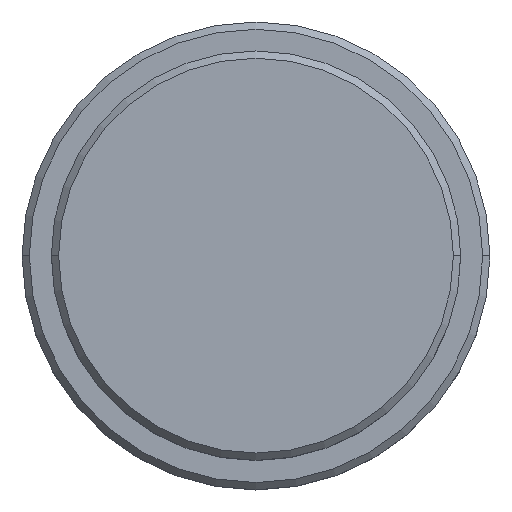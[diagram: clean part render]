
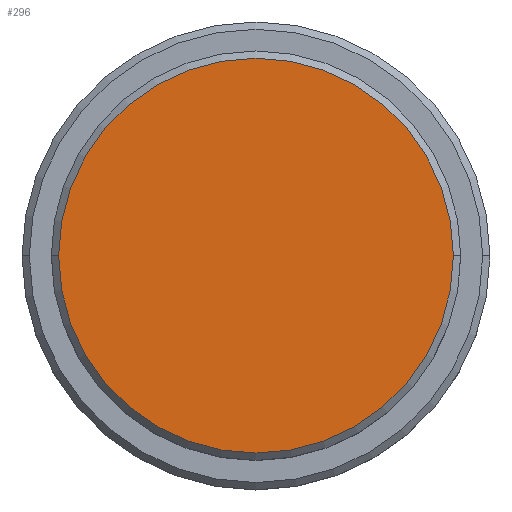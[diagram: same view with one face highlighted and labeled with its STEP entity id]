
A CAD part, top view. The second image highlights one B-rep face of the part: STEP entity #296.
In plain terms, the highlighted planar face has unit normal (0, 0, 1).
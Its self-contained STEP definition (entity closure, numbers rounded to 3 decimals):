
#9 = DIRECTION ( 'NONE',  ( 1., 0., 0. ) ) ;
#120 = EDGE_LOOP ( 'NONE', ( #1404, #854 ) ) ;
#124 = CARTESIAN_POINT ( 'NONE',  ( 0., 0., 0. ) ) ;
#284 = AXIS2_PLACEMENT_3D ( 'NONE', #124, #1308, #1135 ) ;
#296 = ADVANCED_FACE ( 'NONE', ( #650 ), #1095, .T. ) ;
#437 = VERTEX_POINT ( 'NONE', #689 ) ;
#459 = AXIS2_PLACEMENT_3D ( 'NONE', #722, #1169, #610 ) ;
#485 = CIRCLE ( 'NONE', #284, 13.5 ) ;
#610 = DIRECTION ( 'NONE',  ( 1., 0., 0. ) ) ;
#613 = CARTESIAN_POINT ( 'NONE',  ( -13.5, 0., 0. ) ) ;
#622 = EDGE_CURVE ( 'NONE', #1158, #437, #1014, .T. ) ;
#650 = FACE_OUTER_BOUND ( 'NONE', #120, .T. ) ;
#689 = CARTESIAN_POINT ( 'NONE',  ( 13.5, 0., 0. ) ) ;
#722 = CARTESIAN_POINT ( 'NONE',  ( 0., 0., 0. ) ) ;
#854 = ORIENTED_EDGE ( 'NONE', *, *, #1202, .T. ) ;
#876 = CARTESIAN_POINT ( 'NONE',  ( 0., 0., 0. ) ) ;
#1014 = CIRCLE ( 'NONE', #459, 13.5 ) ;
#1095 = PLANE ( 'NONE',  #1378 ) ;
#1135 = DIRECTION ( 'NONE',  ( 1., 0., 0. ) ) ;
#1158 = VERTEX_POINT ( 'NONE', #613 ) ;
#1169 = DIRECTION ( 'NONE',  ( 0., 0., 1. ) ) ;
#1202 = EDGE_CURVE ( 'NONE', #437, #1158, #485, .T. ) ;
#1308 = DIRECTION ( 'NONE',  ( 0., 0., 1. ) ) ;
#1378 = AXIS2_PLACEMENT_3D ( 'NONE', #876, #1395, #9 ) ;
#1395 = DIRECTION ( 'NONE',  ( 0., 0., 1. ) ) ;
#1404 = ORIENTED_EDGE ( 'NONE', *, *, #622, .T. ) ;
